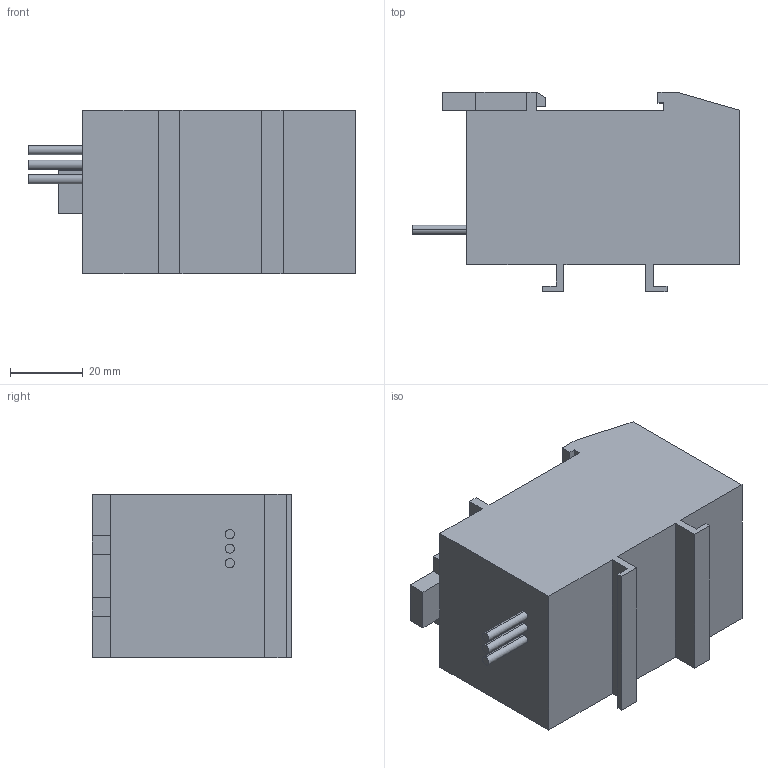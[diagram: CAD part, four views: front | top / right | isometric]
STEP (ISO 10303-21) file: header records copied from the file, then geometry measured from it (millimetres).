
FILE_DESCRIPTION (( 'STEP AP203' ), '1' );
FILE_NAME ('230563.step', '2022-08-04T16:54:38', ( '' ), ( '' ), 'SwSTEP 2.0', 'SolidWorks 2021', '' );
FILE_SCHEMA (( 'CONFIG_CONTROL_DESIGN' ));
Length unit declared in the file: millimetre
Products named in the file (1): 230563
Bounding box: 90 x 54.8 x 45 mm (x, y, z)
Volume: 148925.9 mm3; surface area: 21090.7 mm2
Topology: 1 solids, 1 shells, 56 faces, 145 edges, 94 vertices
Faces by surface type: plane 50, cylinder 6
Entity records: 1754 total; most frequent: CARTESIAN_POINT 296, ORIENTED_EDGE 290, DIRECTION 271, EDGE_CURVE 145, LINE 133, VECTOR 133, VERTEX_POINT 94, AXIS2_PLACEMENT_3D 69
